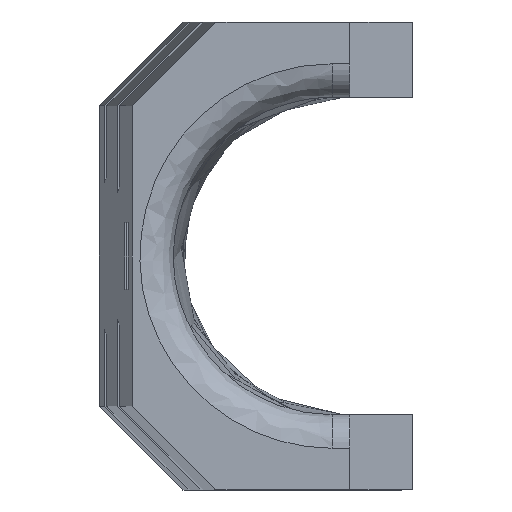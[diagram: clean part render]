
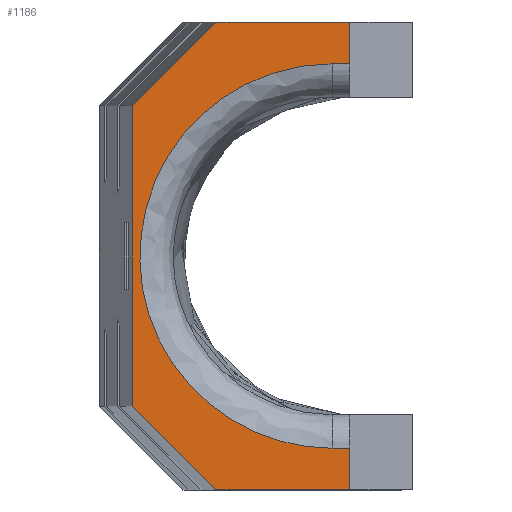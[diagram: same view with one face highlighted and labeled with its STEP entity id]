
A CAD part, left-side view. The second image highlights one B-rep face of the part: STEP entity #1186.
In plain terms, the highlighted planar face has unit normal (-1, 0, 0).
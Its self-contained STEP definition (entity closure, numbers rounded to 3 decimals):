
#17=B_SPLINE_CURVE_WITH_KNOTS('',3,(#1837,#1838,#1839,#1840,#1841,#1842,
#1843,#1844,#1845),.UNSPECIFIED.,.F.,.F.,(4,1,1,1,1,1,4),(-1.806,
-1.548,-1.29,-0.774,-0.516,
-0.258,0.),.UNSPECIFIED.);
#93=FACE_OUTER_BOUND('',#158,.T.);
#158=EDGE_LOOP('',(#965,#966,#967,#968,#969,#970,#971,#972,#973,#974));
#238=LINE('',#1732,#383);
#261=LINE('',#1788,#406);
#262=LINE('',#1859,#407);
#267=LINE('',#1868,#412);
#282=LINE('',#2080,#427);
#286=LINE('',#2088,#431);
#299=LINE('',#2113,#444);
#300=LINE('',#2114,#445);
#301=LINE('',#2115,#446);
#383=VECTOR('',#1403,10.);
#406=VECTOR('',#1444,10.);
#407=VECTOR('',#1451,10.);
#412=VECTOR('',#1458,10.);
#427=VECTOR('',#1495,10.);
#431=VECTOR('',#1503,10.);
#444=VECTOR('',#1520,10.);
#445=VECTOR('',#1521,10.);
#446=VECTOR('',#1522,10.);
#516=VERTEX_POINT('',#1729);
#517=VERTEX_POINT('',#1731);
#538=VERTEX_POINT('',#1781);
#541=VERTEX_POINT('',#1786);
#543=VERTEX_POINT('',#1835);
#545=VERTEX_POINT('',#1857);
#548=VERTEX_POINT('',#1866);
#560=VERTEX_POINT('',#2079);
#562=VERTEX_POINT('',#2087);
#572=VERTEX_POINT('',#2112);
#642=EDGE_CURVE('',#516,#517,#238,.T.);
#670=EDGE_CURVE('',#541,#538,#261,.T.);
#672=EDGE_CURVE('',#543,#541,#17,.T.);
#675=EDGE_CURVE('',#545,#543,#262,.T.);
#680=EDGE_CURVE('',#545,#548,#267,.T.);
#702=EDGE_CURVE('',#560,#538,#282,.T.);
#706=EDGE_CURVE('',#562,#560,#286,.T.);
#719=EDGE_CURVE('',#548,#572,#299,.T.);
#720=EDGE_CURVE('',#517,#572,#300,.T.);
#721=EDGE_CURVE('',#562,#516,#301,.T.);
#965=ORIENTED_EDGE('',*,*,#675,.F.);
#966=ORIENTED_EDGE('',*,*,#680,.T.);
#967=ORIENTED_EDGE('',*,*,#719,.T.);
#968=ORIENTED_EDGE('',*,*,#720,.F.);
#969=ORIENTED_EDGE('',*,*,#642,.F.);
#970=ORIENTED_EDGE('',*,*,#721,.F.);
#971=ORIENTED_EDGE('',*,*,#706,.T.);
#972=ORIENTED_EDGE('',*,*,#702,.T.);
#973=ORIENTED_EDGE('',*,*,#670,.F.);
#974=ORIENTED_EDGE('',*,*,#672,.F.);
#1127=PLANE('',#1279);
#1186=ADVANCED_FACE('',(#93),#1127,.T.);
#1279=AXIS2_PLACEMENT_3D('',#2111,#1518,#1519);
#1403=DIRECTION('',(0.,0.,1.));
#1444=DIRECTION('',(0.,-1.,0.));
#1451=DIRECTION('',(0.,1.,0.));
#1458=DIRECTION('',(0.,0.,1.));
#1495=DIRECTION('',(0.,0.,1.));
#1503=DIRECTION('',(0.,-1.,0.));
#1518=DIRECTION('center_axis',(-1.,0.,0.));
#1519=DIRECTION('ref_axis',(0.,-1.,0.));
#1520=DIRECTION('',(0.,1.,0.));
#1521=DIRECTION('',(0.,-0.707,0.707));
#1522=DIRECTION('',(0.,0.707,0.707));
#1729=CARTESIAN_POINT('',(0.,-0.997,-4.5));
#1731=CARTESIAN_POINT('',(0.,-0.997,4.5));
#1732=CARTESIAN_POINT('',(0.,-0.997,0.));
#1781=CARTESIAN_POINT('',(0.,-7.501,-5.75));
#1786=CARTESIAN_POINT('',(0.,-6.971,-5.75));
#1788=CARTESIAN_POINT('',(0.,-6.723,-5.75));
#1835=CARTESIAN_POINT('',(0.,-6.971,5.75));
#1837=CARTESIAN_POINT('Ctrl Pts',(0.,-6.971,
5.75));
#1838=CARTESIAN_POINT('Ctrl Pts',(0.,-6.11,
5.75));
#1839=CARTESIAN_POINT('Ctrl Pts',(0.,-4.398,
5.356));
#1840=CARTESIAN_POINT('Ctrl Pts',(0.,-1.612,
3.163));
#1841=CARTESIAN_POINT('Ctrl Pts',(0.,-0.772,
-0.524));
#1842=CARTESIAN_POINT('Ctrl Pts',(0.,-2.326,
-3.709));
#1843=CARTESIAN_POINT('Ctrl Pts',(0.,-4.387,
-5.357));
#1844=CARTESIAN_POINT('Ctrl Pts',(0.,-6.11,
-5.75));
#1845=CARTESIAN_POINT('Ctrl Pts',(0.,-6.971,-5.75));
#1857=CARTESIAN_POINT('',(0.,-7.501,5.75));
#1859=CARTESIAN_POINT('',(0.,-4.348,5.75));
#1866=CARTESIAN_POINT('',(0.,-7.501,7.));
#1868=CARTESIAN_POINT('',(0.,-7.501,-4.875));
#2079=CARTESIAN_POINT('',(0.,-7.501,-7.));
#2080=CARTESIAN_POINT('',(0.,-7.501,-4.875));
#2087=CARTESIAN_POINT('',(0.,-3.498,-7.));
#2088=CARTESIAN_POINT('',(0.,-0.499,-7.));
#2111=CARTESIAN_POINT('Origin',(0.,-0.997,0.));
#2112=CARTESIAN_POINT('',(0.,-3.498,7.));
#2113=CARTESIAN_POINT('',(0.,-0.499,7.));
#2114=CARTESIAN_POINT('',(0.,-0.248,3.751));
#2115=CARTESIAN_POINT('',(0.,-0.372,-3.875));
